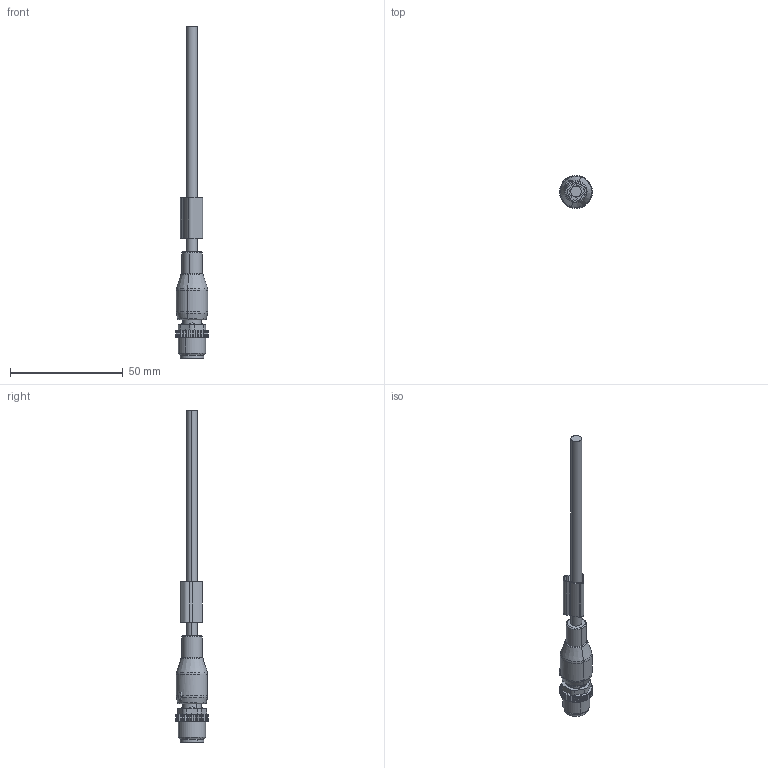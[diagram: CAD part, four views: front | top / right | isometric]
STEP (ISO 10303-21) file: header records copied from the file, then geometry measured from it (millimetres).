
FILE_DESCRIPTION(('CATIA V5 STEP Exchange','CAx-IF Rec.Pracs.--- Model Styling and Organization---1.4--- 2014-01-23'),'2;1');
FILE_NAME ('005773-2_1', '2020-04-06T12:57:16+00:00', ('none'), ('Weidmueller'), 'CATIA Version 5-6 Release 2016 SP3 HF44', 'CATIA V5 STEP AP214', 'none');
FILE_SCHEMA(('AUTOMOTIVE_DESIGN { 1 0 10303 214 1 1 1 1 }'));
Length unit declared in the file: millimetre
Products named in the file (1): 1077750150
Bounding box: 14.6 x 14.52 x 147 mm (x, y, z)
Volume: 7036 mm3; surface area: 7052.2 mm2
Topology: 9 solids, 9 shells, 616 faces, 1548 edges, 970 vertices
Faces by surface type: plane 232, cylinder 195, cone 91, torus 88, sphere 10
Entity records: 17402 total; most frequent: CARTESIAN_POINT 4212, ORIENTED_EDGE 3060, DIRECTION 2029, EDGE_CURVE 1530, AXIS2_PLACEMENT_3D 1013, VERTEX_POINT 970, EDGE_LOOP 676, VECTOR 625
